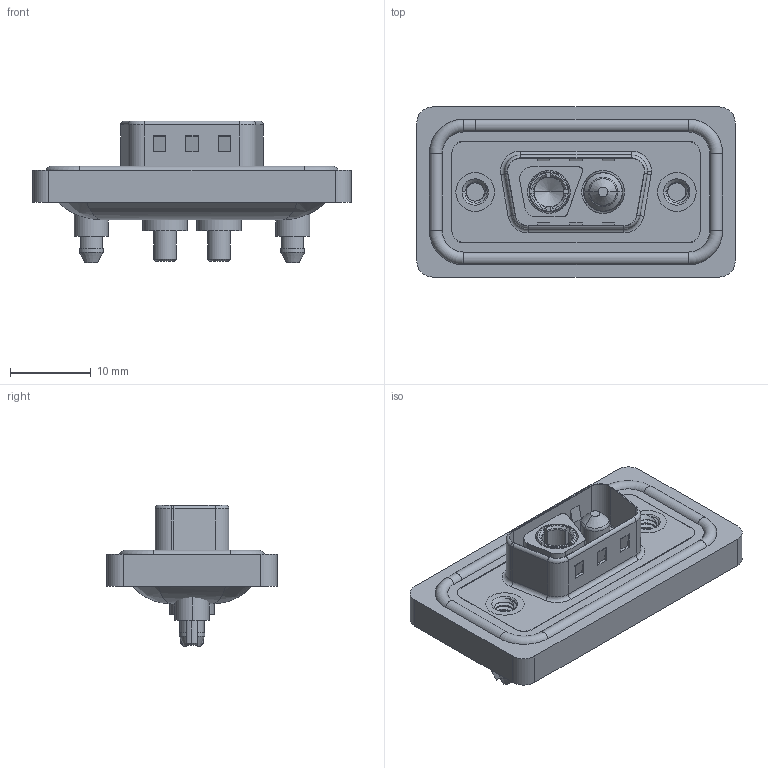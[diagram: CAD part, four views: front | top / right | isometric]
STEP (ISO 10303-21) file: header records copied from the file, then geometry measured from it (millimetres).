
FILE_DESCRIPTION (( 'STEP AP203' ), '1' );
FILE_NAME ('627W2WK2324-2N5.STEP', '2024-03-19T17:07:10', ( '' ), ( '' ), 'SwSTEP 2.0', 'SolidWorks 2023', '' );
FILE_SCHEMA (( 'CONFIG_CONTROL_DESIGN' ));
Length unit declared in the file: millimetre
Products named in the file (8): Power Socket_20A S; 627W2WK2324-2N5; 627Combo Shell Front_09 Contacts; 627Combo Shell Rear_09 Contacts; 627Combo Waterproof Housing_09 Contacts; Power Pin_20A S; 627Combo Threaded Boardlock_5; 627Combo Housing_2WK2
Assembly tree (8 placements, depth 2):
  627W2WK2324-2N5
    627Combo Housing_2WK2
    627Combo Waterproof Housing_09 Contacts
    627Combo Shell Rear_09 Contacts
    627Combo Shell Front_09 Contacts
    627Combo Threaded Boardlock_5  x2
    Power Socket_20A S
    Power Pin_20A S
Bounding box: 39.5 x 21.1 x 17.6 mm (x, y, z)
Volume: 4687.8 mm3; surface area: 7675.4 mm2
Topology: 11 solids, 11 shells, 584 faces, 1458 edges, 918 vertices
Faces by surface type: cylinder 259, plane 205, torus 70, cone 38, bspline 12
Entity records: 18571 total; most frequent: CARTESIAN_POINT 5042, DIRECTION 2749, ORIENTED_EDGE 2598, EDGE_CURVE 1299, AXIS2_PLACEMENT_3D 1054, VERTEX_POINT 823, LINE 641, VECTOR 641
